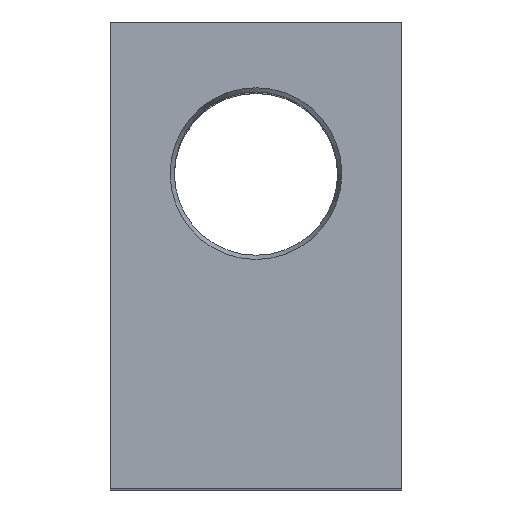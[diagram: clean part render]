
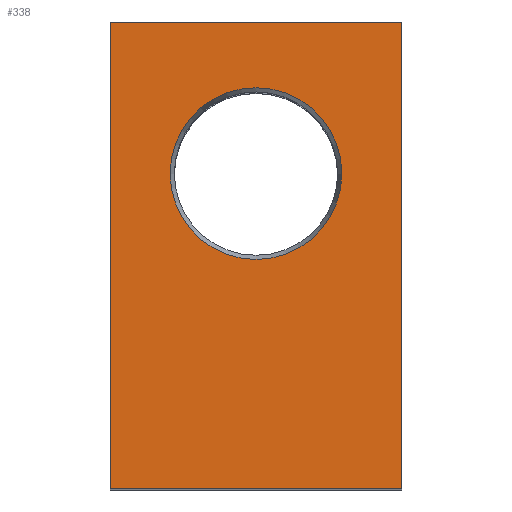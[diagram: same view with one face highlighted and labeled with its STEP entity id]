
A CAD part, top view. The second image highlights one B-rep face of the part: STEP entity #338.
In plain terms, the highlighted planar face has unit normal (0, 0, 1).
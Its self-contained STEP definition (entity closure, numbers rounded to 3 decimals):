
#15=FACE_BOUND('',#60,.T.);
#23=PLANE('',#383);
#41=FACE_OUTER_BOUND('',#59,.T.);
#59=EDGE_LOOP('',(#250,#251,#252,#253));
#60=EDGE_LOOP('',(#254));
#85=LINE('',#526,#117);
#86=LINE('',#528,#118);
#87=LINE('',#530,#119);
#88=LINE('',#531,#120);
#117=VECTOR('',#428,10.);
#118=VECTOR('',#429,10.);
#119=VECTOR('',#430,10.);
#120=VECTOR('',#431,10.);
#147=CIRCLE('',#378,7.364);
#162=VERTEX_POINT('',#512);
#166=VERTEX_POINT('',#524);
#167=VERTEX_POINT('',#525);
#168=VERTEX_POINT('',#527);
#169=VERTEX_POINT('',#529);
#193=EDGE_CURVE('',#162,#162,#147,.T.);
#199=EDGE_CURVE('',#166,#167,#85,.T.);
#200=EDGE_CURVE('',#167,#168,#86,.T.);
#201=EDGE_CURVE('',#168,#169,#87,.T.);
#202=EDGE_CURVE('',#169,#166,#88,.T.);
#250=ORIENTED_EDGE('',*,*,#199,.T.);
#251=ORIENTED_EDGE('',*,*,#200,.T.);
#252=ORIENTED_EDGE('',*,*,#201,.T.);
#253=ORIENTED_EDGE('',*,*,#202,.T.);
#254=ORIENTED_EDGE('',*,*,#193,.F.);
#338=ADVANCED_FACE('',(#41,#15),#23,.T.);
#378=AXIS2_PLACEMENT_3D('',#513,#414,#415);
#383=AXIS2_PLACEMENT_3D('',#523,#426,#427);
#414=DIRECTION('center_axis',(0.,0.,1.));
#415=DIRECTION('ref_axis',(-1.,0.,0.));
#426=DIRECTION('center_axis',(0.,0.,1.));
#427=DIRECTION('ref_axis',(1.,0.,0.));
#428=DIRECTION('',(0.,1.,0.));
#429=DIRECTION('',(-1.,0.,0.));
#430=DIRECTION('',(0.,-1.,0.));
#431=DIRECTION('',(1.,0.,0.));
#512=CARTESIAN_POINT('',(19.864,27.,75.5));
#513=CARTESIAN_POINT('Origin',(12.5,27.,75.5));
#523=CARTESIAN_POINT('Origin',(12.5,20.,75.5));
#524=CARTESIAN_POINT('',(25.,0.,75.5));
#525=CARTESIAN_POINT('',(25.,40.,75.5));
#526=CARTESIAN_POINT('',(25.,0.,75.5));
#527=CARTESIAN_POINT('',(0.,40.,75.5));
#528=CARTESIAN_POINT('',(25.,40.,75.5));
#529=CARTESIAN_POINT('',(0.,0.,75.5));
#530=CARTESIAN_POINT('',(0.,40.,75.5));
#531=CARTESIAN_POINT('',(0.,0.,75.5));
